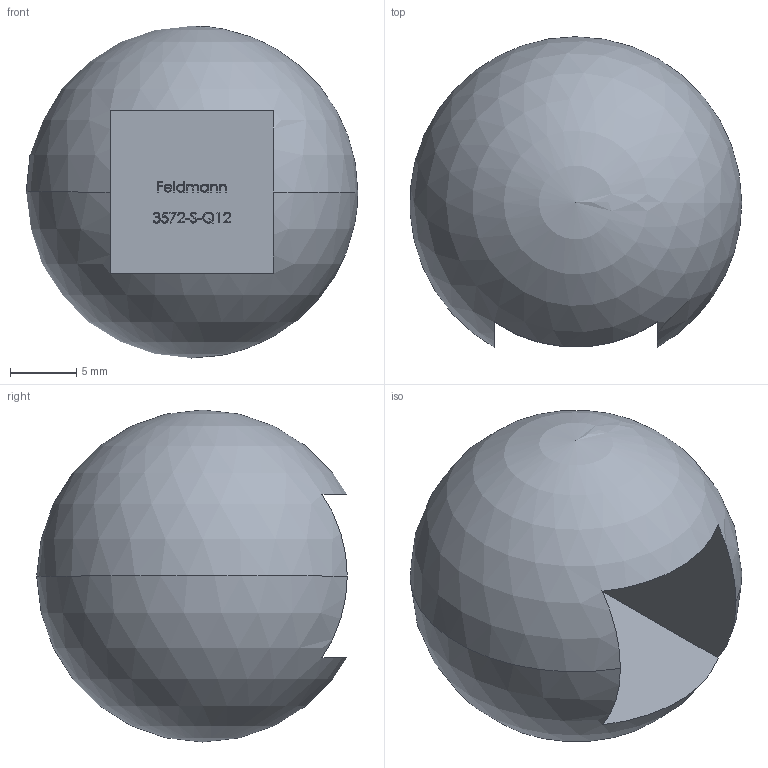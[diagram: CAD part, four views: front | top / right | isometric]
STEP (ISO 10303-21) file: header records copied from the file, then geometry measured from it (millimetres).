
FILE_DESCRIPTION (( 'STEP AP203' ), '1' );
FILE_NAME ('3572-S-Q12.STEP', '2020-07-30T11:07:37', ( '' ), ( '' ), 'SwSTEP 2.0', 'SolidWorks 2018', '' );
FILE_SCHEMA (( 'CONFIG_CONTROL_DESIGN' ));
Length unit declared in the file: millimetre
Products named in the file (1): 3572-S-Q12
Bounding box: 24.97 x 23.38 x 25 mm (x, y, z)
Volume: 5904.9 mm3; surface area: 2637.9 mm2
Topology: 1 solids, 1 shells, 239 faces, 651 edges, 434 vertices
Faces by surface type: plane 130, bspline 107, sphere 2
Entity records: 12895 total; most frequent: CARTESIAN_POINT 7528, ORIENTED_EDGE 1292, DIRECTION 706, EDGE_CURVE 646, VERTEX_POINT 431, VECTOR 424, LINE 424, EDGE_LOOP 261
